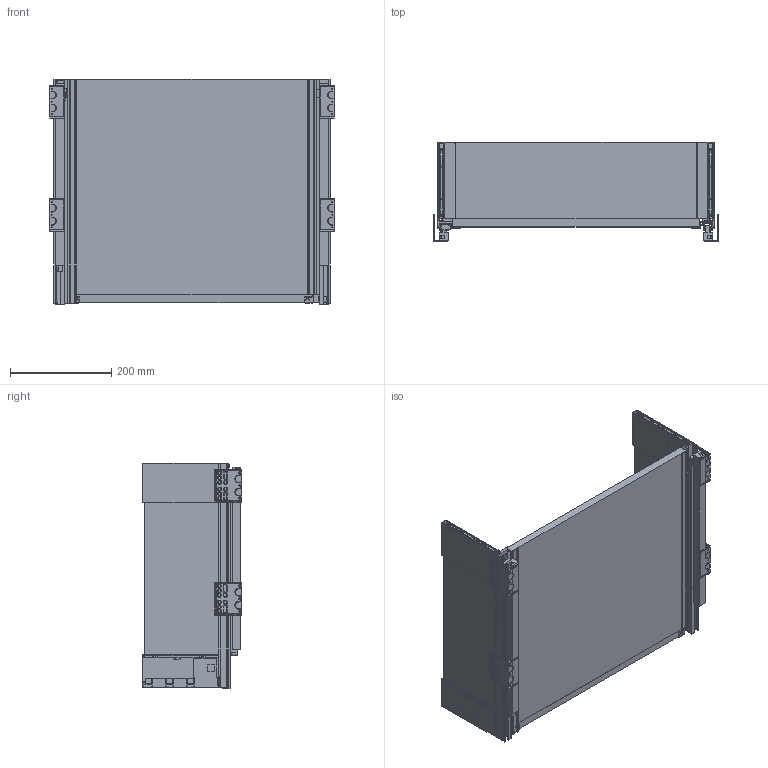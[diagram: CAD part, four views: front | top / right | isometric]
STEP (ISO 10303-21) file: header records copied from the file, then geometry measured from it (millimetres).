
FILE_DESCRIPTION(/* description */ (''),/* implementation_level */ '2;1');
FILE_NAME(/* name */ 'AXIS PRO GLASS 167_450.stp',/* time_stamp */ '2023-08-08T13:58:11+02:00',/* author */ ('tomaszw'),/* organization */ (''),/* preprocessor_version */ 'ST-DEVELOPER v19.2',/* originating_system */ 'Autodesk Inventor 2023',/* authorisation */ '');
FILE_SCHEMA (('AUTOMOTIVE_DESIGN { 1 0 10303 214 3 1 1 }'));
Products named in the file (2): AXIS PRO GLASS; AXIS PRO GLASS_167_450
Assembly tree (1 placements, depth 2):
  AXIS PRO GLASS
    AXIS PRO GLASS_167_450
Bounding box: 564 x 197.5 x 446.06 mm (x, y, z)
Volume: 6176982 mm3; surface area: 1575476.1 mm2
Topology: 36 solids, 36 shells, 3227 faces, 9010 edges, 5852 vertices
Faces by surface type: plane 2235, cylinder 578, bspline 224, sphere 91, cone 81, torus 18
Full cylindrical faces by diameter (mm): 2.4 x1, 2.8 x2, 2.9 x2, 3.8 x1, 4 x1, 5.5 x1, 6.3 x32, 7.5 x2, 8.8 x8, 10 x9, 10.4 x4
Entity records: 144426 total; most frequent: CARTESIAN_POINT 58867, ORIENTED_EDGE 17974, DIRECTION 15709, EDGE_CURVE 8987, LINE 6971, VECTOR 6971, VERTEX_POINT 5876, AXIS2_PLACEMENT_3D 4369
